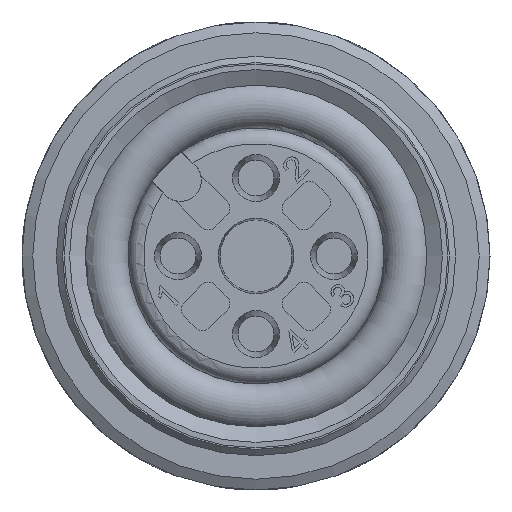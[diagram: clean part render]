
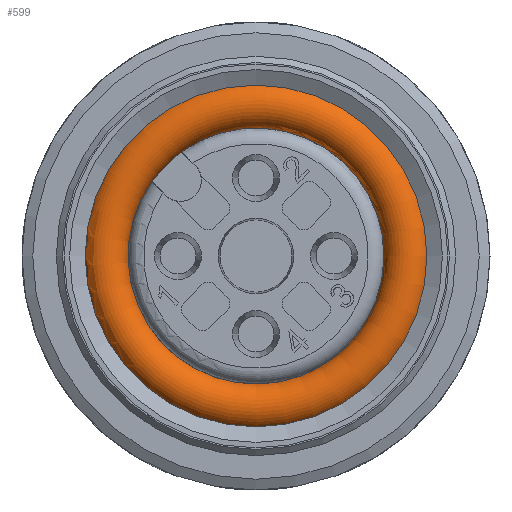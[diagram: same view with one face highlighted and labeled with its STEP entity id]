
A CAD part, left-side view. The second image highlights one B-rep face of the part: STEP entity #599.
In plain terms, the highlighted toroidal (fillet/blend) face has major radius 4.845 mm and minor radius 0.75 mm.
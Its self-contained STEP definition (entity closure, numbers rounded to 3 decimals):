
#276=TOROIDAL_SURFACE('',#4114,4.845,0.75);
#281=FACE_BOUND('',#1164,.T.);
#282=FACE_BOUND('',#1165,.T.);
#368=B_SPLINE_CURVE_WITH_KNOTS('',3,(#5216,#5217,#5218,#5219,#5220,#5221,
#5222,#5223,#5224,#5225),.UNSPECIFIED.,.F.,.F.,(4,3,3,4),(0.,0.278,
0.682,1.),.UNSPECIFIED.);
#370=B_SPLINE_CURVE_WITH_KNOTS('',3,(#5254,#5255,#5256,#5257,#5258,#5259,
#5260,#5261,#5262,#5263),.UNSPECIFIED.,.F.,.F.,(4,3,3,4),(0.,0.346,
0.722,1.),.UNSPECIFIED.);
#599=ADVANCED_FACE('',(#281,#282),#276,.T.);
#1164=EDGE_LOOP('',(#1615,#1616,#1617,#1618));
#1165=EDGE_LOOP('',(#1619));
#1465=CIRCLE('',#4097,4.277);
#1471=CIRCLE('',#4106,4.1);
#1474=CIRCLE('',#4113,5.475);
#1615=ORIENTED_EDGE('',*,*,#3136,.T.);
#1616=ORIENTED_EDGE('',*,*,#3126,.F.);
#1617=ORIENTED_EDGE('',*,*,#3143,.T.);
#1618=ORIENTED_EDGE('',*,*,#3142,.F.);
#1619=ORIENTED_EDGE('',*,*,#3148,.T.);
#2745=VERTEX_POINT('',#5195);
#2746=VERTEX_POINT('',#5197);
#2754=VERTEX_POINT('',#5226);
#2757=VERTEX_POINT('',#5249);
#2762=VERTEX_POINT('',#5290);
#3126=EDGE_CURVE('',#2745,#2746,#1465,.T.);
#3136=EDGE_CURVE('',#2754,#2746,#368,.T.);
#3142=EDGE_CURVE('',#2754,#2757,#1471,.T.);
#3143=EDGE_CURVE('',#2745,#2757,#370,.T.);
#3148=EDGE_CURVE('',#2762,#2762,#1474,.T.);
#4097=AXIS2_PLACEMENT_3D('',#5196,#4395,#4396);
#4106=AXIS2_PLACEMENT_3D('',#5252,#4421,#4422);
#4113=AXIS2_PLACEMENT_3D('',#5289,#4436,#4437);
#4114=AXIS2_PLACEMENT_3D('',#5291,#4438,#4439);
#4395=DIRECTION('',(-1.,0.,0.));
#4396=DIRECTION('',(0.,0.,-1.));
#4421=DIRECTION('',(-1.,0.,0.));
#4422=DIRECTION('',(0.,0.,-1.));
#4436=DIRECTION('',(-1.,0.,0.));
#4437=DIRECTION('',(0.,0.,-1.));
#4438=DIRECTION('',(1.,0.,0.));
#4439=DIRECTION('',(0.,0.,-1.));
#5195=CARTESIAN_POINT('',(38.701,2.509,3.464));
#5196=CARTESIAN_POINT('',(38.701,0.,0.));
#5197=CARTESIAN_POINT('',(38.701,3.464,2.509));
#5216=CARTESIAN_POINT('',(38.125,3.337,2.382));
#5217=CARTESIAN_POINT('',(38.182,3.332,2.378));
#5218=CARTESIAN_POINT('',(38.24,3.332,2.378));
#5219=CARTESIAN_POINT('',(38.297,3.337,2.382));
#5220=CARTESIAN_POINT('',(38.38,3.344,2.389));
#5221=CARTESIAN_POINT('',(38.463,3.361,2.406));
#5222=CARTESIAN_POINT('',(38.537,3.387,2.432));
#5223=CARTESIAN_POINT('',(38.596,3.407,2.453));
#5224=CARTESIAN_POINT('',(38.652,3.433,2.479));
#5225=CARTESIAN_POINT('',(38.701,3.464,2.509));
#5226=CARTESIAN_POINT('',(38.125,3.337,2.382));
#5249=CARTESIAN_POINT('',(38.125,2.382,3.337));
#5252=CARTESIAN_POINT('',(38.125,0.,0.));
#5254=CARTESIAN_POINT('',(38.701,2.509,3.464));
#5255=CARTESIAN_POINT('',(38.647,2.476,3.431));
#5256=CARTESIAN_POINT('',(38.586,2.448,3.403));
#5257=CARTESIAN_POINT('',(38.522,2.427,3.382));
#5258=CARTESIAN_POINT('',(38.451,2.404,3.359));
#5259=CARTESIAN_POINT('',(38.375,2.389,3.343));
#5260=CARTESIAN_POINT('',(38.297,2.382,3.337));
#5261=CARTESIAN_POINT('',(38.24,2.378,3.332));
#5262=CARTESIAN_POINT('',(38.182,2.378,3.332));
#5263=CARTESIAN_POINT('',(38.125,2.382,3.337));
#5289=CARTESIAN_POINT('',(37.804,0.,0.));
#5290=CARTESIAN_POINT('',(37.804,0.,-5.475));
#5291=CARTESIAN_POINT('',(38.211,0.,0.));
